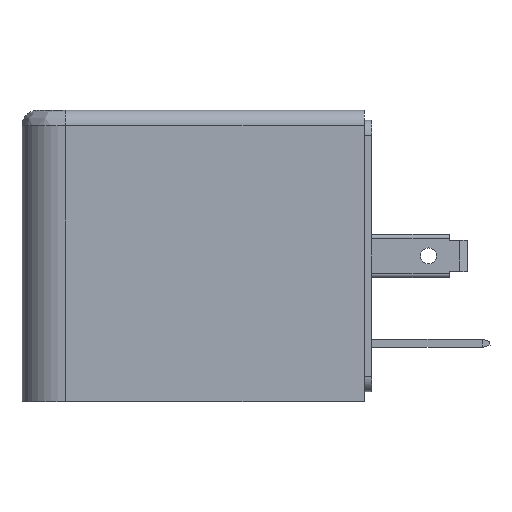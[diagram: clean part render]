
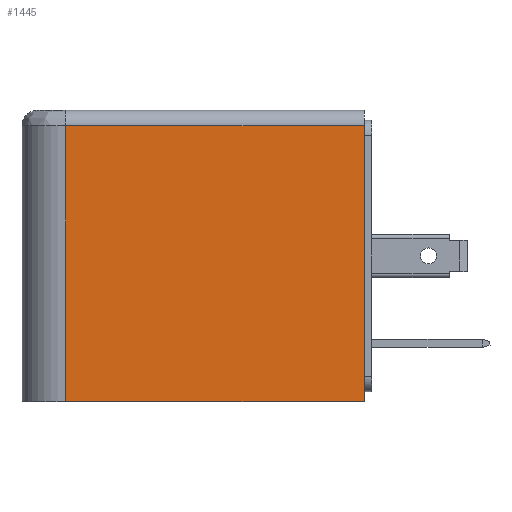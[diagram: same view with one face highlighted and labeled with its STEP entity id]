
A CAD part, left-side view. The second image highlights one B-rep face of the part: STEP entity #1445.
In plain terms, the highlighted planar face has unit normal (-1, 0, 0).
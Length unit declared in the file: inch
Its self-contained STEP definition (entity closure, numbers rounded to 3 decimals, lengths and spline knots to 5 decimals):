
#63 = VERTEX_POINT ( 'NONE', #723 ) ;
#71 = DIRECTION ( 'NONE',  ( 0., -1., 0. ) ) ;
#206 = LINE ( 'NONE', #3011, #1002 ) ;
#429 = EDGE_CURVE ( 'NONE', #2356, #2826, #1687, .T. ) ;
#508 = ORIENTED_EDGE ( 'NONE', *, *, #2612, .F. ) ;
#723 = CARTESIAN_POINT ( 'NONE',  ( -0.37798, 0.19537, 0. ) ) ;
#737 = VECTOR ( 'NONE', #71, 39.37008 ) ;
#899 = CARTESIAN_POINT ( 'NONE',  ( -0.37798, -1.01563, 1.119 ) ) ;
#922 = ORIENTED_EDGE ( 'NONE', *, *, #1960, .F. ) ;
#952 = DIRECTION ( 'NONE',  ( 0., 1., 0. ) ) ;
#989 = CARTESIAN_POINT ( 'NONE',  ( -0.37798, -1.01563, 0. ) ) ;
#1002 = VECTOR ( 'NONE', #1620, 39.37008 ) ;
#1027 = CARTESIAN_POINT ( 'NONE',  ( -0.37798, -0.32163, 0. ) ) ;
#1076 = PLANE ( 'NONE',  #2022 ) ;
#1299 = ORIENTED_EDGE ( 'NONE', *, *, #3007, .T. ) ;
#1348 = VERTEX_POINT ( 'NONE', #989 ) ;
#1352 = FACE_OUTER_BOUND ( 'NONE', #1520, .T. ) ;
#1412 = CARTESIAN_POINT ( 'NONE',  ( -0.37798, 0.19537, 1.119 ) ) ;
#1445 = ADVANCED_FACE ( 'NONE', ( #1352 ), #1076, .T. ) ;
#1520 = EDGE_LOOP ( 'NONE', ( #1299, #922, #2106, #508 ) ) ;
#1620 = DIRECTION ( 'NONE',  ( 0., 0., -1. ) ) ;
#1687 = LINE ( 'NONE', #2862, #1773 ) ;
#1769 = CARTESIAN_POINT ( 'NONE',  ( -0.37798, 0.19537, 0. ) ) ;
#1773 = VECTOR ( 'NONE', #952, 39.37008 ) ;
#1811 = VECTOR ( 'NONE', #2421, 39.37008 ) ;
#1960 = EDGE_CURVE ( 'NONE', #2356, #1348, #206, .T. ) ;
#1971 = LINE ( 'NONE', #1769, #1811 ) ;
#1983 = LINE ( 'NONE', #1027, #737 ) ;
#2022 = AXIS2_PLACEMENT_3D ( 'NONE', #2294, #2245, #2956 ) ;
#2106 = ORIENTED_EDGE ( 'NONE', *, *, #429, .T. ) ;
#2245 = DIRECTION ( 'NONE',  ( -1., 0., 0. ) ) ;
#2294 = CARTESIAN_POINT ( 'NONE',  ( -0.37798, -1.01563, 0. ) ) ;
#2356 = VERTEX_POINT ( 'NONE', #899 ) ;
#2421 = DIRECTION ( 'NONE',  ( 0., 0., 1. ) ) ;
#2612 = EDGE_CURVE ( 'NONE', #63, #2826, #1971, .T. ) ;
#2826 = VERTEX_POINT ( 'NONE', #1412 ) ;
#2862 = CARTESIAN_POINT ( 'NONE',  ( -0.37798, -1.01563, 1.119 ) ) ;
#2956 = DIRECTION ( 'NONE',  ( 0., -1., 0. ) ) ;
#3007 = EDGE_CURVE ( 'NONE', #63, #1348, #1983, .T. ) ;
#3011 = CARTESIAN_POINT ( 'NONE',  ( -0.37798, -1.01563, 0. ) ) ;
